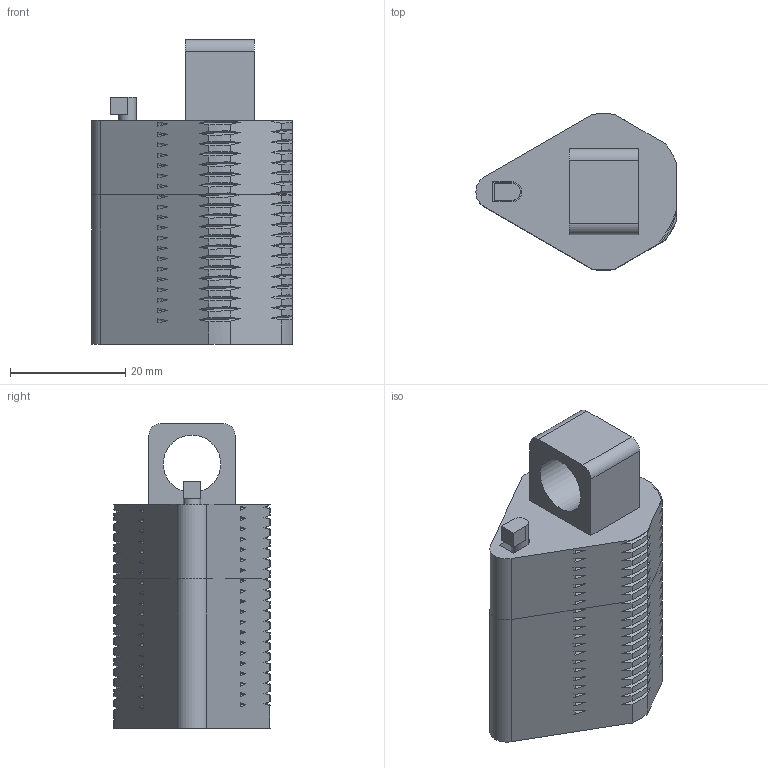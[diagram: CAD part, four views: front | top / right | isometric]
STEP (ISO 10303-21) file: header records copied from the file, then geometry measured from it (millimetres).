
FILE_DESCRIPTION(/* description */ (''),/* implementation_level */ '2;1');
FILE_NAME(/* name */ 'MedHolder v1.step',/* time_stamp */ '2024-07-03T10:40:03-04:00',/* author */ (''),/* organization */ (''),/* preprocessor_version */ 'ST-DEVELOPER v20',/* originating_system */ 'Autodesk Translation Framework v13.14.0.145',/* authorisation */ '');
FILE_SCHEMA (('AUTOMOTIVE_DESIGN { 1 0 10303 214 3 1 1 }'));
Length unit declared in the file: millimetre
Products named in the file (1): MedHolder
Bounding box: 34.81 x 27.2 x 53 mm (x, y, z)
Volume: 16563.1 mm3; surface area: 12468.8 mm2
Topology: 3 solids, 3 shells, 486 faces, 1308 edges, 872 vertices
Faces by surface type: bspline 249, cylinder 153, plane 84
Full cylindrical faces by diameter (mm): 3 x1, 10 x1, 19.209 x1, 20.367 x1, 21.002 x2, 23.755 x2, 24.349 x3
Entity records: 26177 total; most frequent: CARTESIAN_POINT 16402, ORIENTED_EDGE 2616, EDGE_CURVE 1308, DIRECTION 938, B_SPLINE_CURVE_WITH_KNOTS 896, VERTEX_POINT 872, EDGE_LOOP 534, FACE_OUTER_BOUND 486
